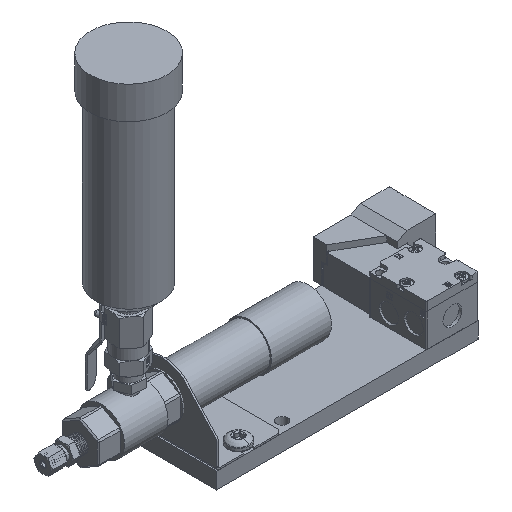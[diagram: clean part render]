
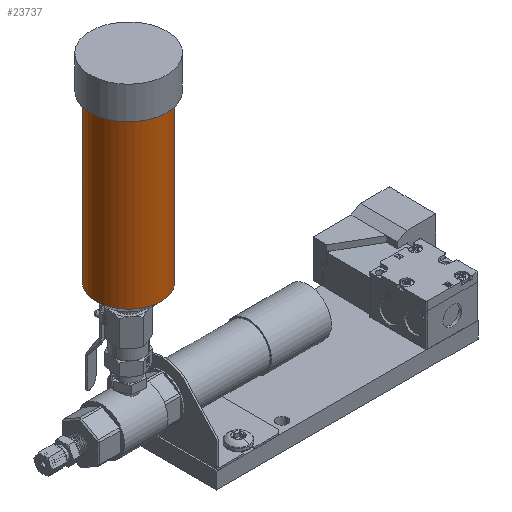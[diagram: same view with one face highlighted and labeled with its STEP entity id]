
A CAD part, isometric view. The second image highlights one B-rep face of the part: STEP entity #23737.
In plain terms, the highlighted cylindrical face has radius 19.05 mm (diameter 38.1 mm), a full revolution.
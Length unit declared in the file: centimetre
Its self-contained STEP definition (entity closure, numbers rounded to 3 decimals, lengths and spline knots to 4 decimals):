
#6652=VERTEX_POINT('',#39184);
#6653=VERTEX_POINT('',#39187);
#9227=CIRCLE('',#26021,1.905);
#9228=CIRCLE('',#26023,1.905);
#11545=EDGE_CURVE('',#6652,#6652,#9227,.T.);
#11546=EDGE_CURVE('',#6653,#6653,#9228,.T.);
#17069=ORIENTED_EDGE('',*,*,#11546,.F.);
#17070=ORIENTED_EDGE('',*,*,#11545,.F.);
#21303=EDGE_LOOP('',(#17069));
#21304=EDGE_LOOP('',(#17070));
#22540=FACE_BOUND('',#21303,.T.);
#22541=FACE_BOUND('',#21304,.T.);
#23737=ADVANCED_FACE('',(#22540,#22541),#43787,.T.);
#26021=AXIS2_PLACEMENT_3D('',#39183,#30795,#30796);
#26022=AXIS2_PLACEMENT_3D('',#39185,#30797,#30798);
#26023=AXIS2_PLACEMENT_3D('',#39186,#30799,#30800);
#30795=DIRECTION('',(0.,0.,1.));
#30796=DIRECTION('',(-1.905,0.,0.));
#30797=DIRECTION('',(0.,0.,1.));
#30798=DIRECTION('',(1.905,0.,0.));
#30799=DIRECTION('',(0.,0.,-1.));
#30800=DIRECTION('',(1.905,0.,0.));
#39183=CARTESIAN_POINT('',(0.,0.,11.5888));
#39184=CARTESIAN_POINT('',(1.905,0.,11.5888));
#39185=CARTESIAN_POINT('',(0.,0.,1.905));
#39186=CARTESIAN_POINT('',(0.,0.,1.905));
#39187=CARTESIAN_POINT('',(1.905,0.,1.905));
#43787=CYLINDRICAL_SURFACE('',#26022,1.905);
